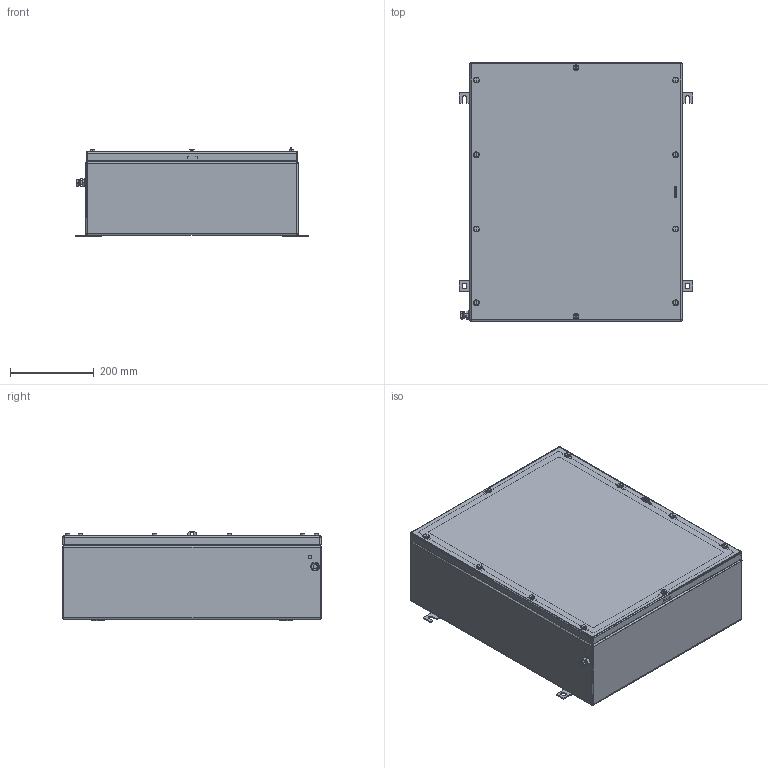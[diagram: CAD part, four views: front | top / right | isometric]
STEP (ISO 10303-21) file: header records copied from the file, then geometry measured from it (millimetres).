
FILE_DESCRIPTION(('CATIA V5 STEP Exchange','CAx-IF Rec.Pracs.--- Model Styling and Organization---1.4--- 2014-01-23'),'2;1');
FILE_NAME ('1523468-3_1_8000108858_8000108858_KTB_MH_625020_S4E0_LD.stp','2023-10-09T07:40:57+00:00',('none'),('Weidmueller'),'CATIA Version 5-6 Release 2016 SP3 HF44','CATIA V5 STEP AP214','none');
FILE_SCHEMA(('AUTOMOTIVE_DESIGN { 1 0 10303 214 1 1 1 1 }'));
Products named in the file (1): 8000108858 KTB MH 625020 S4E0
Bounding box: 559 x 620 x 215 mm (x, y, z)
Volume: 1938370.8 mm3; surface area: 2480583.9 mm2
Topology: 30 solids, 30 shells, 1563 faces, 4010 edges, 2567 vertices
Faces by surface type: plane 916, cylinder 509, cone 94, bspline 20, torus 16, sphere 8
Entity records: 50424 total; most frequent: CARTESIAN_POINT 13467, ORIENTED_EDGE 7936, DIRECTION 6636, EDGE_CURVE 3968, VECTOR 2752, LINE 2752, VERTEX_POINT 2567, AXIS2_PLACEMENT_3D 2349
